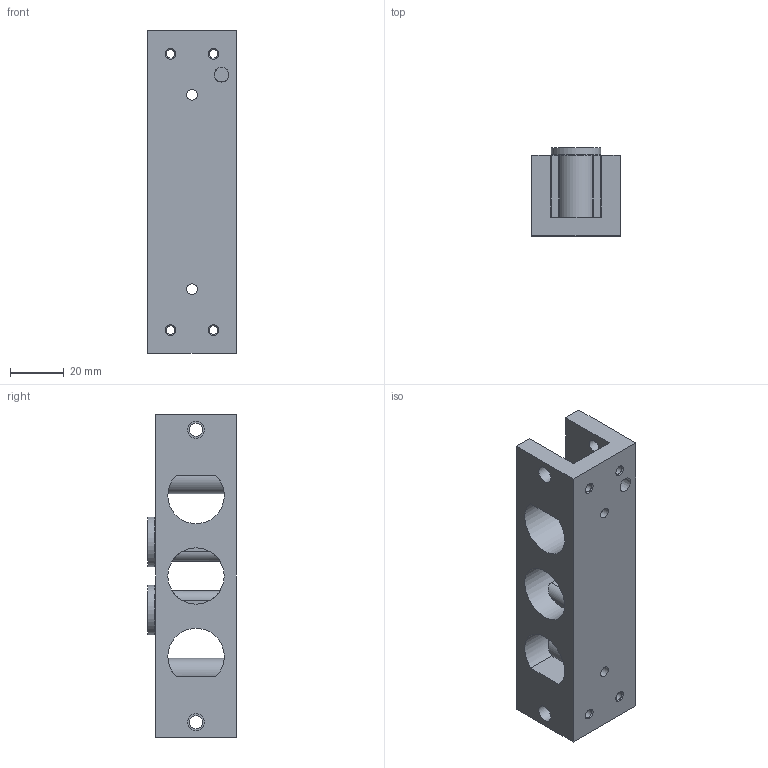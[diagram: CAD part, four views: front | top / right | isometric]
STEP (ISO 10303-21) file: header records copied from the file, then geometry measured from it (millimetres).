
FILE_DESCRIPTION(/* description */ ('STEP AP214'),/* implementation_level */ '2;1');
FILE_NAME(/* name */ '5829_CAB-1_4',/* time_stamp */ '2024-08-05T15:54:15+02:00',/* author */ ('License CC BY-ND 4.0'),/* organization */ ('CADENAS'),/* preprocessor_version */ 'ST-DEVELOPER v19.3',/* originating_system */ 'PARTsolutions',/* authorisation */ ' ');
FILE_SCHEMA (('AUTOMOTIVE_DESIGN {1 0 10303 214 3 1 1}'));
Length unit declared in the file: millimetre
Products named in the file (1): 5829 CAB-1/4
Bounding box: 33 x 33 x 120 mm (x, y, z)
Volume: 67957.7 mm3; surface area: 27136.8 mm2
Topology: 1 solids, 1 shells, 93 faces, 232 edges, 148 vertices
Faces by surface type: plane 40, cylinder 38, cone 13, torus 2
Full cylindrical faces by diameter (mm): 3.242 x4, 4 x2, 4.917 x2, 6.3 x2, 8.566 x2, 11.445 x2, 18.5 x2, 21 x1, 27 x3
Entity records: 2668 total; most frequent: CARTESIAN_POINT 510, DIRECTION 452, ORIENTED_EDGE 376, EDGE_CURVE 188, AXIS2_PLACEMENT_3D 182, EDGE_LOOP 162, FACE_BOUND 162, VERTEX_POINT 140
